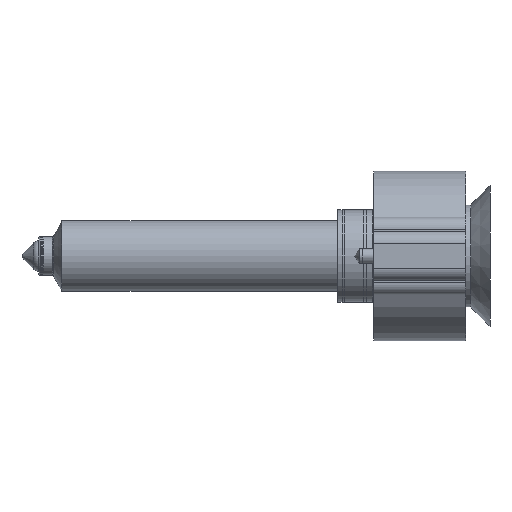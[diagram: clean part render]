
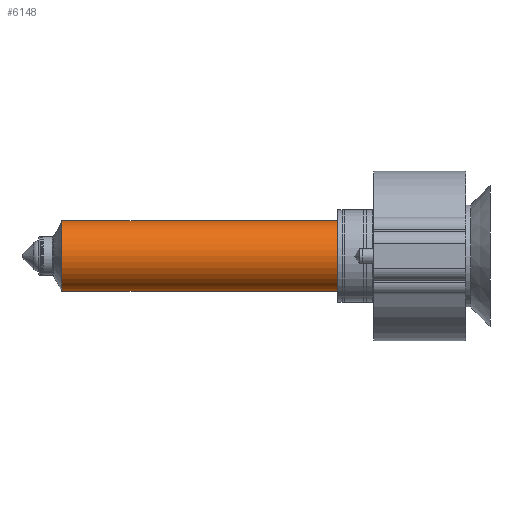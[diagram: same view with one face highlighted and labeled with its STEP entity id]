
A CAD part, front view. The second image highlights one B-rep face of the part: STEP entity #6148.
In plain terms, the highlighted cylindrical face has radius 14.5 mm (diameter 29 mm), a full revolution.
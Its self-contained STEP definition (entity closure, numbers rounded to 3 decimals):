
#1464 = DIRECTION ( 'NONE',  ( 0., 0., -1. ) ) ;
#1571 = DIRECTION ( 'NONE',  ( -1., 0., 0. ) ) ;
#3643 = DIRECTION ( 'NONE',  ( 0., 0., -1. ) ) ;
#4870 = DIRECTION ( 'NONE',  ( 0., 0., -1. ) ) ;
#5294 = EDGE_CURVE ( 'NONE', #14677, #14677, #5754, .T. ) ;
#5674 = CYLINDRICAL_SURFACE ( 'NONE', #5934, 14.5 ) ;
#5754 = CIRCLE ( 'NONE', #11908, 14.5 ) ;
#5934 = AXIS2_PLACEMENT_3D ( 'NONE', #8341, #4870, #1571 ) ;
#6148 = ADVANCED_FACE ( 'NONE', ( #11244, #7647 ), #5674, .T. ) ;
#6381 = ORIENTED_EDGE ( 'NONE', *, *, #5294, .F. ) ;
#7647 = FACE_OUTER_BOUND ( 'NONE', #9996, .T. ) ;
#7681 = VERTEX_POINT ( 'NONE', #11693 ) ;
#8232 = CARTESIAN_POINT ( 'NONE',  ( 0., 0., -16.464 ) ) ;
#8341 = CARTESIAN_POINT ( 'NONE',  ( 0., 0., 0. ) ) ;
#8441 = ORIENTED_EDGE ( 'NONE', *, *, #12754, .T. ) ;
#8877 = CIRCLE ( 'NONE', #9390, 14.5 ) ;
#8970 = CARTESIAN_POINT ( 'NONE',  ( -14.5, 0., -130. ) ) ;
#9372 = DIRECTION ( 'NONE',  ( -1., 0., 0. ) ) ;
#9390 = AXIS2_PLACEMENT_3D ( 'NONE', #8232, #1464, #9372 ) ;
#9458 = EDGE_LOOP ( 'NONE', ( #6381 ) ) ;
#9996 = EDGE_LOOP ( 'NONE', ( #8441 ) ) ;
#10476 = CARTESIAN_POINT ( 'NONE',  ( 0., 0., -130. ) ) ;
#11244 = FACE_OUTER_BOUND ( 'NONE', #9458, .T. ) ;
#11644 = DIRECTION ( 'NONE',  ( -1., 0., 0. ) ) ;
#11693 = CARTESIAN_POINT ( 'NONE',  ( -14.5, 0., -16.464 ) ) ;
#11908 = AXIS2_PLACEMENT_3D ( 'NONE', #10476, #3643, #11644 ) ;
#12754 = EDGE_CURVE ( 'NONE', #7681, #7681, #8877, .T. ) ;
#14677 = VERTEX_POINT ( 'NONE', #8970 ) ;
